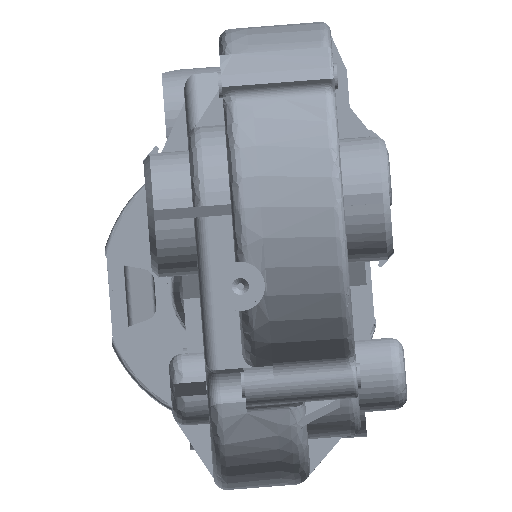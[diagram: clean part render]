
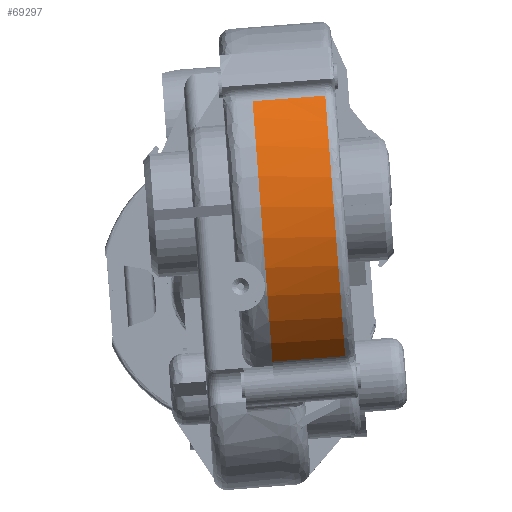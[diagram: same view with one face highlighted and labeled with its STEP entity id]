
A CAD part, top view. The second image highlights one B-rep face of the part: STEP entity #69297.
In plain terms, the highlighted cylindrical face has radius 27.5 mm (diameter 55 mm), a partial arc.
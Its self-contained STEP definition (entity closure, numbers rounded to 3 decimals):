
#55224=AXIS2_PLACEMENT_3D('Circle Axis2P3D',#55222,#55223,$) ;
#55256=AXIS2_PLACEMENT_3D('Circle Axis2P3D',#55254,#55255,$) ;
#55263=AXIS2_PLACEMENT_3D('Circle Axis2P3D',#55261,#55262,$) ;
#69204=AXIS2_PLACEMENT_3D('Cylinder Axis2P3D',#69201,#69202,#69203) ;
#69262=AXIS2_PLACEMENT_3D('Circle Axis2P3D',#69260,#69261,$) ;
#69269=AXIS2_PLACEMENT_3D('Circle Axis2P3D',#69267,#69268,$) ;
#69276=AXIS2_PLACEMENT_3D('Circle Axis2P3D',#69274,#69275,$) ;
#55219=CARTESIAN_POINT('Vertex',(4.888,-11.459,114.826)) ;
#55222=CARTESIAN_POINT('Axis2P3D Location',(3.088,12.071,100.706)) ;
#55226=CARTESIAN_POINT('Vertex',(3.088,12.071,128.206)) ;
#55251=CARTESIAN_POINT('Vertex',(1.853,28.216,122.933)) ;
#55254=CARTESIAN_POINT('Axis2P3D Location',(3.088,12.071,100.706)) ;
#55258=CARTESIAN_POINT('Vertex',(2.042,25.743,124.544)) ;
#55261=CARTESIAN_POINT('Axis2P3D Location',(3.088,12.071,100.706)) ;
#69201=CARTESIAN_POINT('Axis2P3D Location',(3.088,12.071,100.706)) ;
#69233=CARTESIAN_POINT('Line Origine',(7.885,28.678,122.933)) ;
#69237=CARTESIAN_POINT('Vertex',(6.539,28.575,122.933)) ;
#69253=CARTESIAN_POINT('Line Origine',(9.066,-11.139,114.826)) ;
#69257=CARTESIAN_POINT('Vertex',(15.956,-10.612,114.826)) ;
#69260=CARTESIAN_POINT('Axis2P3D Location',(14.156,12.918,100.706)) ;
#69264=CARTESIAN_POINT('Vertex',(13.533,21.058,126.966)) ;
#69267=CARTESIAN_POINT('Axis2P3D Location',(14.156,12.918,100.706)) ;
#69271=CARTESIAN_POINT('Vertex',(13.078,27.003,124.301)) ;
#69274=CARTESIAN_POINT('Axis2P3D Location',(14.156,12.918,100.706)) ;
#69278=CARTESIAN_POINT('Vertex',(12.92,29.063,122.933)) ;
#69281=CARTESIAN_POINT('Line Origine',(6.031,28.536,122.933)) ;
#55223=DIRECTION('Axis2P3D Direction',(-0.997,-0.076,0.)) ;
#55255=DIRECTION('Axis2P3D Direction',(-0.997,-0.076,0.)) ;
#55262=DIRECTION('Axis2P3D Direction',(-0.997,-0.076,0.)) ;
#69202=DIRECTION('Axis2P3D Direction',(0.997,0.076,0.)) ;
#69203=DIRECTION('Axis2P3D XDirection',(-0.052,0.682,-0.729)) ;
#69234=DIRECTION('Vector Direction',(0.997,0.076,0.)) ;
#69254=DIRECTION('Vector Direction',(0.997,0.076,0.)) ;
#69261=DIRECTION('Axis2P3D Direction',(0.997,0.076,0.)) ;
#69268=DIRECTION('Axis2P3D Direction',(0.997,0.076,0.)) ;
#69275=DIRECTION('Axis2P3D Direction',(0.997,0.076,0.)) ;
#69282=DIRECTION('Vector Direction',(0.997,0.076,0.)) ;
#69235=VECTOR('Line Direction',#69234,1.) ;
#69255=VECTOR('Line Direction',#69254,1.) ;
#69283=VECTOR('Line Direction',#69282,1.) ;
#69287=ORIENTED_EDGE('',*,*,#55260,.T.) ;
#69288=ORIENTED_EDGE('',*,*,#55228,.T.) ;
#69289=ORIENTED_EDGE('',*,*,#69259,.F.) ;
#69290=ORIENTED_EDGE('',*,*,#69266,.F.) ;
#69291=ORIENTED_EDGE('',*,*,#69273,.F.) ;
#69292=ORIENTED_EDGE('',*,*,#69280,.F.) ;
#69293=ORIENTED_EDGE('',*,*,#69285,.F.) ;
#69294=ORIENTED_EDGE('',*,*,#69239,.F.) ;
#69295=ORIENTED_EDGE('',*,*,#55265,.T.) ;
#69297=ADVANCED_FACE('10000004007_00_ANKER MOT ZUS.1\\10000003993_00_WELLE M.1\\10000003982_00_WELLE M.1\\Welle_M_470-776',(#69296),#69205,.T.) ;
#55225=CIRCLE('generated circle',#55224,27.5) ;
#55257=CIRCLE('generated circle',#55256,27.5) ;
#55264=CIRCLE('generated circle',#55263,27.5) ;
#69263=CIRCLE('generated circle',#69262,27.5) ;
#69270=CIRCLE('generated circle',#69269,27.5) ;
#69277=CIRCLE('generated circle',#69276,27.5) ;
#69205=CYLINDRICAL_SURFACE('generated cylinder',#69204,27.5) ;
#55228=EDGE_CURVE('',#55227,#55220,#55225,.F.) ;
#55260=EDGE_CURVE('',#55259,#55227,#55257,.F.) ;
#55265=EDGE_CURVE('',#55252,#55259,#55264,.F.) ;
#69239=EDGE_CURVE('',#55252,#69238,#69236,.T.) ;
#69259=EDGE_CURVE('',#69258,#55220,#69256,.F.) ;
#69266=EDGE_CURVE('',#69265,#69258,#69263,.T.) ;
#69273=EDGE_CURVE('',#69272,#69265,#69270,.T.) ;
#69280=EDGE_CURVE('',#69279,#69272,#69277,.T.) ;
#69285=EDGE_CURVE('',#69238,#69279,#69284,.T.) ;
#69286=EDGE_LOOP('',(#69287,#69288,#69289,#69290,#69291,#69292,#69293,#69294,#69295)) ;
#69296=FACE_OUTER_BOUND('',#69286,.T.) ;
#69236=LINE('Line',#69233,#69235) ;
#69256=LINE('Line',#69253,#69255) ;
#69284=LINE('Line',#69281,#69283) ;
#55220=VERTEX_POINT('',#55219) ;
#55227=VERTEX_POINT('',#55226) ;
#55252=VERTEX_POINT('',#55251) ;
#55259=VERTEX_POINT('',#55258) ;
#69238=VERTEX_POINT('',#69237) ;
#69258=VERTEX_POINT('',#69257) ;
#69265=VERTEX_POINT('',#69264) ;
#69272=VERTEX_POINT('',#69271) ;
#69279=VERTEX_POINT('',#69278) ;
